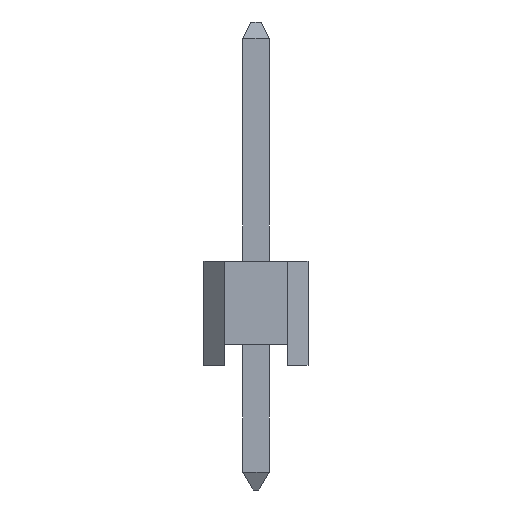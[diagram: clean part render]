
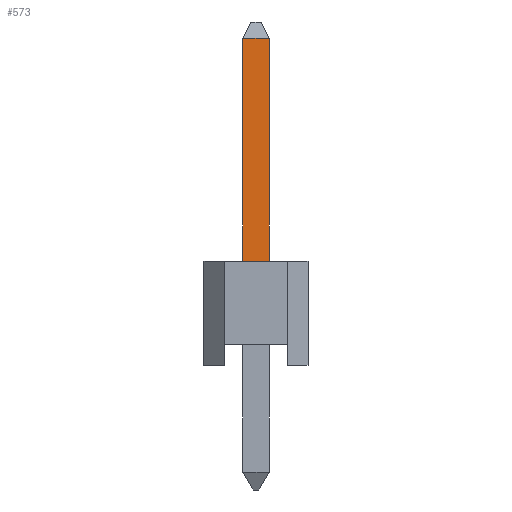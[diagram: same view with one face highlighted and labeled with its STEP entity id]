
A CAD part, left-side view. The second image highlights one B-rep face of the part: STEP entity #573.
In plain terms, the highlighted planar face has unit normal (-1, 0, 0).
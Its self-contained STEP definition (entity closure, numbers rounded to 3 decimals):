
#67=FACE_OUTER_BOUND('',#101,.T.);
#101=EDGE_LOOP('',(#451,#452,#453,#454));
#155=LINE('',#890,#227);
#158=LINE('',#896,#230);
#159=LINE('',#897,#231);
#160=LINE('',#898,#232);
#227=VECTOR('',#722,1000.);
#230=VECTOR('',#727,1000.);
#231=VECTOR('',#728,1000.);
#232=VECTOR('',#729,1000.);
#287=VERTEX_POINT('',#888);
#288=VERTEX_POINT('',#889);
#289=VERTEX_POINT('',#894);
#290=VERTEX_POINT('',#895);
#343=EDGE_CURVE('',#287,#288,#155,.T.);
#346=EDGE_CURVE('',#289,#290,#158,.T.);
#347=EDGE_CURVE('',#289,#287,#159,.T.);
#348=EDGE_CURVE('',#288,#290,#160,.T.);
#451=ORIENTED_EDGE('',*,*,#346,.F.);
#452=ORIENTED_EDGE('',*,*,#347,.T.);
#453=ORIENTED_EDGE('',*,*,#343,.T.);
#454=ORIENTED_EDGE('',*,*,#348,.T.);
#539=PLANE('',#624);
#573=ADVANCED_FACE('',(#67),#539,.F.);
#624=AXIS2_PLACEMENT_3D('',#893,#725,#726);
#722=DIRECTION('',(0.,0.,-1.));
#725=DIRECTION('center_axis',(1.,0.,0.));
#726=DIRECTION('ref_axis',(0.,1.,0.));
#727=DIRECTION('',(0.,0.,-1.));
#728=DIRECTION('',(0.,1.,0.));
#729=DIRECTION('',(0.,-1.,0.));
#888=CARTESIAN_POINT('',(-0.32,0.32,8.13));
#889=CARTESIAN_POINT('',(-0.32,0.32,2.69));
#890=CARTESIAN_POINT('',(-0.32,0.32,8.53));
#893=CARTESIAN_POINT('Origin',(-0.32,0.32,8.53));
#894=CARTESIAN_POINT('',(-0.32,-0.32,8.13));
#895=CARTESIAN_POINT('',(-0.32,-0.32,2.69));
#896=CARTESIAN_POINT('',(-0.32,-0.32,8.53));
#897=CARTESIAN_POINT('',(-0.32,0.32,8.13));
#898=CARTESIAN_POINT('',(-0.32,0.32,2.69));
